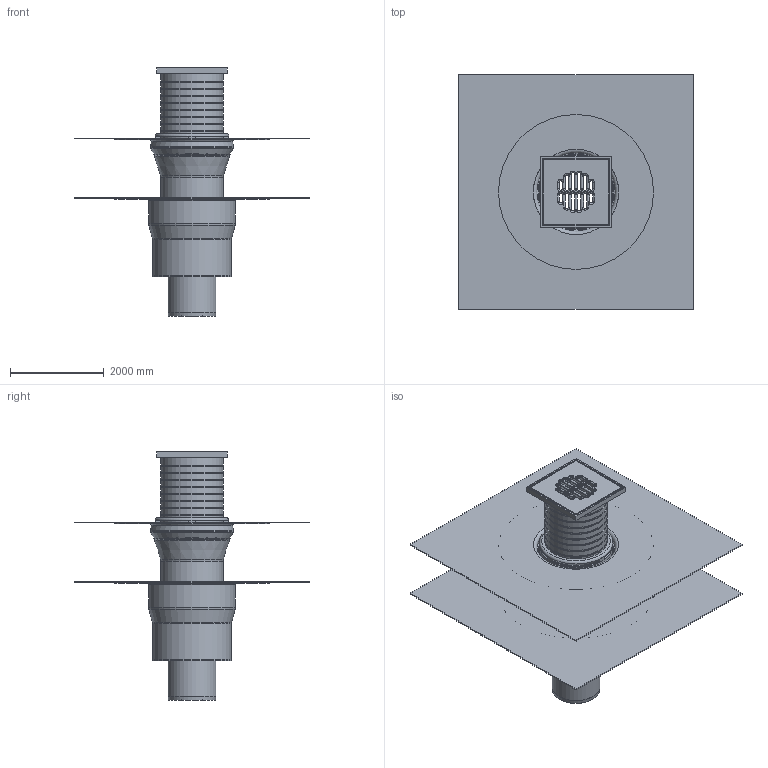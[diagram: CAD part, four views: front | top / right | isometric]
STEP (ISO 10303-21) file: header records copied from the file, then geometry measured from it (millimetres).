
FILE_DESCRIPTION(/* description */ (''),/* implementation_level */ '2;1');
FILE_NAME(/* name */ '16598.100X_3D.stp',/* time_stamp */ '2025-01-06T10:03:28+01:00',/* author */ ('c.rudolph'),/* organization */ (''),/* preprocessor_version */ 'ST-DEVELOPER v20',/* originating_system */ 'AutoCAD Mechanical',/* authorisation */ '');
FILE_SCHEMA (('AUTOMOTIVE_DESIGN { 1 0 10303 214 3 1 1 }'));
Length unit declared in the file: centimetre
Products named in the file (2): Product; *S0
Assembly tree (1 placements, depth 2):
  Product
    *S0
Bounding box: 5000 x 5000 x 5284.45 mm (x, y, z)
Volume: 3597280279 mm3; surface area: 243846479.1 mm2
Topology: 18 solids, 20 shells, 642 faces, 1509 edges, 930 vertices
Faces by surface type: plane 238, cylinder 189, torus 144, cone 63, sphere 8
Full cylindrical faces by diameter (mm): 35 x4, 80 x4, 105 x1, 980 x2, 1020 x4, 1030 x1, 1250 x2, 1280 x1, 1320 x8, 1330 x10, 1334 x1, 1400 x1, 1410 x2, 1450 x2, 1460 x4, 1500 x4, 1520 x2, 1622 x2, 1680 x2, 1700 x4, 1740 x4, 1770 x3, 1790 x2, 1848 x1, 3300 x2
Entity records: 19075 total; most frequent: DIRECTION 3591, CARTESIAN_POINT 3556, ORIENTED_EDGE 3016, EDGE_CURVE 1508, AXIS2_PLACEMENT_3D 1501, VERTEX_POINT 928, CIRCLE 840, EDGE_LOOP 728
